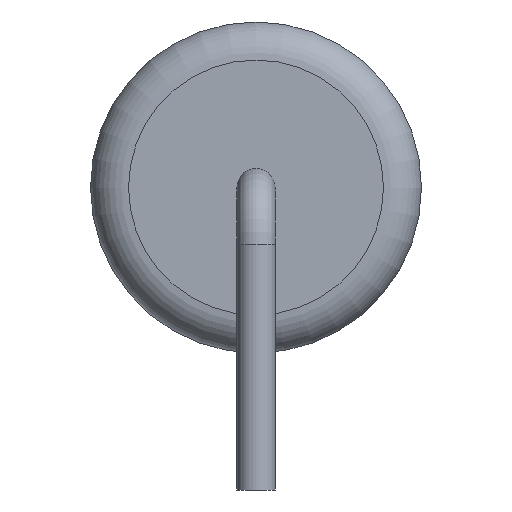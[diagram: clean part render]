
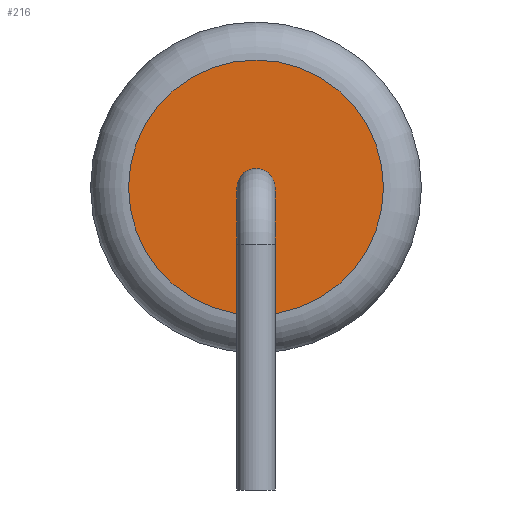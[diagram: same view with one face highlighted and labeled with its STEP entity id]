
A CAD part, left-side view. The second image highlights one B-rep face of the part: STEP entity #216.
In plain terms, the highlighted planar face has unit normal (-1, 0, 0).
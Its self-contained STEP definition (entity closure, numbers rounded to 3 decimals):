
#23=PLANE($,#257);
#62=FACE_OUTER_BOUND($,#93,.T.);
#93=EDGE_LOOP($,(#183));
#117=CIRCLE($,#254,3.35);
#135=VERTEX_POINT($,#385);
#153=EDGE_CURVE($,#135,#135,#117,.T.);
#183=ORIENTED_EDGE($,*,*,#153,.F.);
#216=ADVANCED_FACE($,(#62),#23,.T.);
#254=AXIS2_PLACEMENT_3D($,#386,#318,#319);
#257=AXIS2_PLACEMENT_3D($,#390,#324,#325);
#318=DIRECTION('center_axis',(1.,0.,0.));
#319=DIRECTION('ref_axis',(0.,-1.,0.));
#324=DIRECTION('center_axis',(-1.,0.,0.));
#325=DIRECTION('ref_axis',(0.,-1.,0.));
#385=CARTESIAN_POINT('',(-20.,3.35,4.35));
#386=CARTESIAN_POINT('Origin',(-20.,0.,4.35));
#390=CARTESIAN_POINT('Origin',(-20.,0.,4.35));
